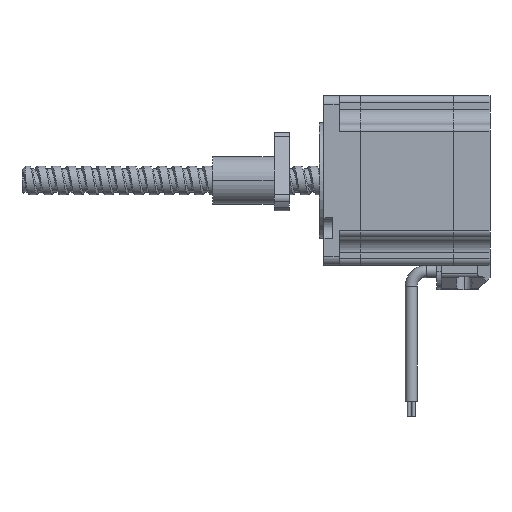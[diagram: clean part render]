
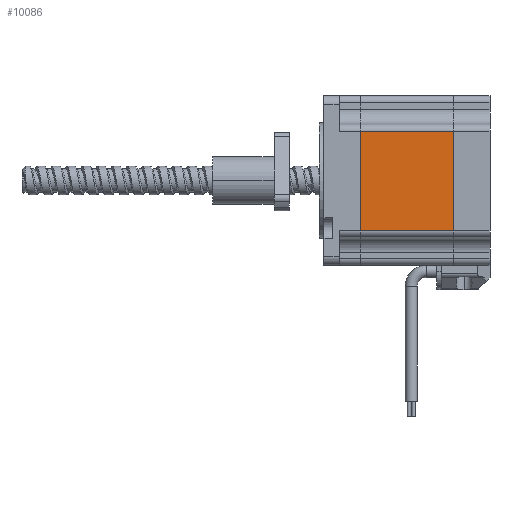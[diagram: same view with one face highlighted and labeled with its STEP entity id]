
A CAD part, left-side view. The second image highlights one B-rep face of the part: STEP entity #10086.
In plain terms, the highlighted planar face has unit normal (-1, 0, 0).
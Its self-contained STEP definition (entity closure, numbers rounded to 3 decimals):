
#80 = CARTESIAN_POINT ( 'NONE',  ( -28.1, -37.99, 25.1 ) ) ;
#158 = PLANE ( 'NONE',  #11962 ) ;
#716 = DIRECTION ( 'NONE',  ( 0., 0., -1. ) ) ;
#1825 = ORIENTED_EDGE ( 'NONE', *, *, #6843, .T. ) ;
#3570 = EDGE_CURVE ( 'NONE', #20893, #21695, #22251, .T. ) ;
#3635 = VECTOR ( 'NONE', #7104, 1000. ) ;
#4121 = CARTESIAN_POINT ( 'NONE',  ( -28.1, 5., 25.1 ) ) ;
#5181 = VECTOR ( 'NONE', #19043, 1000. ) ;
#5208 = CARTESIAN_POINT ( 'NONE',  ( -28.1, -7.001, 25.1 ) ) ;
#6843 = EDGE_CURVE ( 'NONE', #11063, #21695, #12923, .T. ) ;
#7104 = DIRECTION ( 'NONE',  ( 0., 0., -1. ) ) ;
#7567 = CARTESIAN_POINT ( 'NONE',  ( -28.1, -7.001, 16.3 ) ) ;
#7798 = ORIENTED_EDGE ( 'NONE', *, *, #17329, .F. ) ;
#7966 = CARTESIAN_POINT ( 'NONE',  ( -28.1, -7.001, -16.7 ) ) ;
#8056 = DIRECTION ( 'NONE',  ( 0., 1., 0. ) ) ;
#8573 = FACE_OUTER_BOUND ( 'NONE', #12676, .T. ) ;
#9531 = CARTESIAN_POINT ( 'NONE',  ( -28.1, -50., 16.3 ) ) ;
#10086 = ADVANCED_FACE ( 'NONE', ( #8573 ), #158, .F. ) ;
#11063 = VERTEX_POINT ( 'NONE', #11213 ) ;
#11213 = CARTESIAN_POINT ( 'NONE',  ( -28.1, -37.99, 16.3 ) ) ;
#11962 = AXIS2_PLACEMENT_3D ( 'NONE', #4121, #21291, #716 ) ;
#12092 = CARTESIAN_POINT ( 'NONE',  ( -28.1, -50., -16.7 ) ) ;
#12203 = VECTOR ( 'NONE', #17155, 1000. ) ;
#12676 = EDGE_LOOP ( 'NONE', ( #16325, #1825, #21832, #7798 ) ) ;
#12923 = LINE ( 'NONE', #9531, #13329 ) ;
#13280 = EDGE_CURVE ( 'NONE', #11063, #21016, #14149, .T. ) ;
#13329 = VECTOR ( 'NONE', #8056, 1000. ) ;
#13802 = LINE ( 'NONE', #12092, #5181 ) ;
#14149 = LINE ( 'NONE', #80, #3635 ) ;
#16325 = ORIENTED_EDGE ( 'NONE', *, *, #13280, .F. ) ;
#17155 = DIRECTION ( 'NONE',  ( 0., 0., 1. ) ) ;
#17329 = EDGE_CURVE ( 'NONE', #21016, #20893, #13802, .T. ) ;
#19043 = DIRECTION ( 'NONE',  ( 0., 1., 0. ) ) ;
#19308 = CARTESIAN_POINT ( 'NONE',  ( -28.1, -37.99, -16.7 ) ) ;
#20893 = VERTEX_POINT ( 'NONE', #7966 ) ;
#21016 = VERTEX_POINT ( 'NONE', #19308 ) ;
#21291 = DIRECTION ( 'NONE',  ( 1., 0., 0. ) ) ;
#21695 = VERTEX_POINT ( 'NONE', #7567 ) ;
#21832 = ORIENTED_EDGE ( 'NONE', *, *, #3570, .F. ) ;
#22251 = LINE ( 'NONE', #5208, #12203 ) ;
